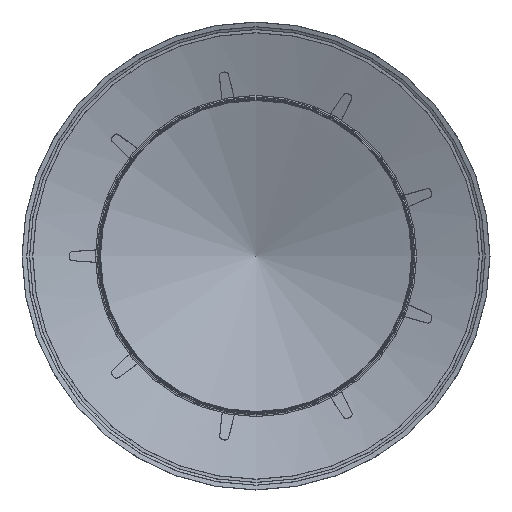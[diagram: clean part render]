
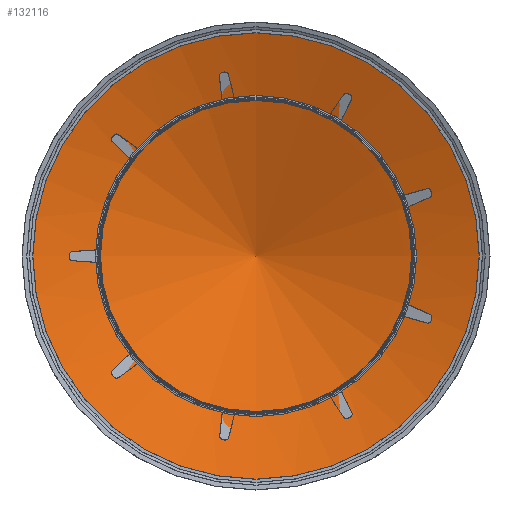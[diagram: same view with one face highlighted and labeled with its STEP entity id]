
A CAD part, front view. The second image highlights one B-rep face of the part: STEP entity #132116.
In plain terms, the highlighted conical face has half-angle 70.688 degrees and reference radius 176.879 mm.
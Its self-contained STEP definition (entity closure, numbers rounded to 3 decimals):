
#34160=CONICAL_SURFACE('',#144664,176.879,70.688);
#40473=FACE_OUTER_BOUND('',#49861,.T.);
#49861=EDGE_LOOP('',(#125468));
#56446=CIRCLE('',#144663,353.758);
#68973=VERTEX_POINT('',#223136);
#87814=EDGE_CURVE('',#68973,#68973,#56446,.T.);
#125468=ORIENTED_EDGE('',*,*,#87814,.F.);
#132116=ADVANCED_FACE('',(#40473),#34160,.F.);
#144663=AXIS2_PLACEMENT_3D('',#223137,#181917,#181918);
#144664=AXIS2_PLACEMENT_3D('',#223138,#181919,#181920);
#181917=DIRECTION('center_axis',(0.,1.,0.));
#181918=DIRECTION('ref_axis',(1.,0.,0.));
#181919=DIRECTION('center_axis',(0.,-1.,0.));
#181920=DIRECTION('ref_axis',(1.,0.,0.));
#223136=CARTESIAN_POINT('',(353.758,5.292,0.));
#223137=CARTESIAN_POINT('Origin',(0.,5.292,
0.));
#223138=CARTESIAN_POINT('Origin',(0.,67.275,0.));
